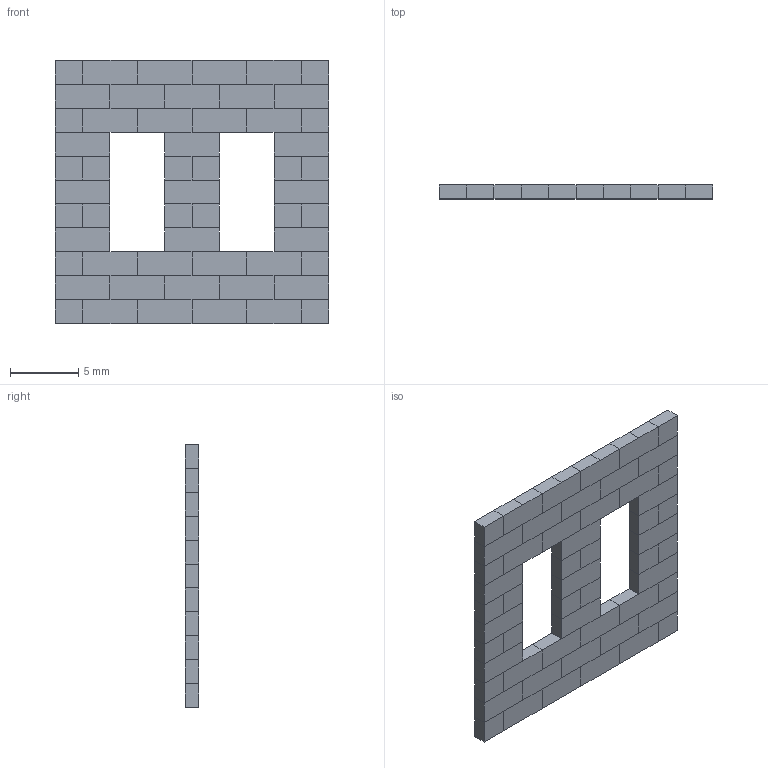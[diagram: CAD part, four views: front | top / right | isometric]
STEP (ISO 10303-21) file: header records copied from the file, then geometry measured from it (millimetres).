
FILE_DESCRIPTION(/* description */ (''),/* implementation_level */ '2;1');
FILE_NAME(/* name */ 'test 001',/* time_stamp */ '2024-01-03T14:58:49+01:00',/* author */ (''),/* organization */ (''),/* preprocessor_version */ 'ST-DEVELOPER v16.5',/* originating_system */ 'Rhino 7.34',/* authorisation */ '');
FILE_SCHEMA (('CONFIG_CONTROL_DESIGN'));
Length unit declared in the file: millimetre
Products named in the file (1): Document
Bounding box: 20 x 1 x 19.25 mm (x, y, z)
Volume: 315 mm3; surface area: 1202.5 mm2
Topology: 55 solids, 61 shells, 402 faces, 882 edges, 596 vertices
Faces by surface type: plane 402
Entity records: 9494 total; most frequent: CARTESIAN_POINT 2765, ORIENTED_EDGE 1740, EDGE_CURVE 882, B_SPLINE_CURVE_WITH_KNOTS 882, VERTEX_POINT 596, DIRECTION 408, AXIS2_PLACEMENT_3D 405, ADVANCED_FACE 402
